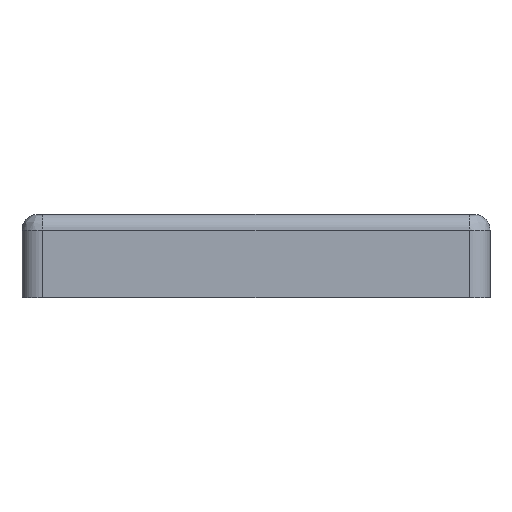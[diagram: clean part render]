
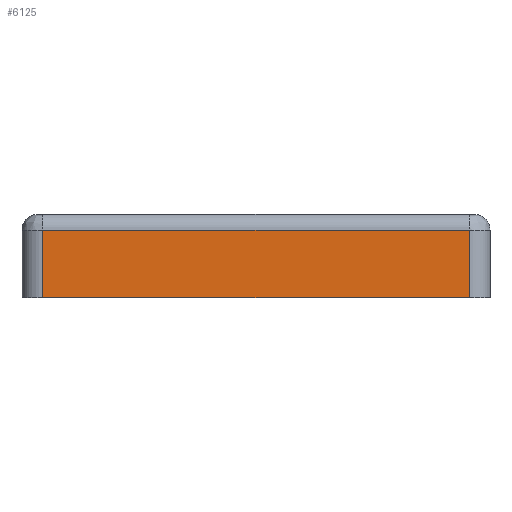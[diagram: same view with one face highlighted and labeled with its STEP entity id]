
A CAD part, front view. The second image highlights one B-rep face of the part: STEP entity #6125.
In plain terms, the highlighted planar face has unit normal (0, -1, 0).
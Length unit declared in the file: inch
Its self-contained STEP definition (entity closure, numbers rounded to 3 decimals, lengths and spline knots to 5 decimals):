
#837 = ORIENTED_EDGE ( 'NONE', *, *, #3811, .F. ) ;
#1190 = DIRECTION ( 'NONE',  ( -1., 0., 0. ) ) ;
#1233 = VERTEX_POINT ( 'NONE', #4138 ) ;
#1263 = ORIENTED_EDGE ( 'NONE', *, *, #8973, .F. ) ;
#1277 = LINE ( 'NONE', #1586, #9453 ) ;
#1586 = CARTESIAN_POINT ( 'NONE',  ( -1.61417, -1.77165, 0.62992 ) ) ;
#1805 = CARTESIAN_POINT ( 'NONE',  ( -1.61417, -1.77165, 0.51181 ) ) ;
#1932 = CARTESIAN_POINT ( 'NONE',  ( 1.61417, -1.77165, 0.51181 ) ) ;
#2191 = ORIENTED_EDGE ( 'NONE', *, *, #5460, .F. ) ;
#2344 = CARTESIAN_POINT ( 'NONE',  ( -1.77165, -1.77165, 0.62992 ) ) ;
#2411 = DIRECTION ( 'NONE',  ( 0., 1., 0. ) ) ;
#2433 = CARTESIAN_POINT ( 'NONE',  ( -1.77165, -1.77165, 0. ) ) ;
#2720 = CARTESIAN_POINT ( 'NONE',  ( -1.77165, -1.77165, 0.51181 ) ) ;
#2748 = DIRECTION ( 'NONE',  ( 1., 0., 0. ) ) ;
#3369 = LINE ( 'NONE', #2720, #5494 ) ;
#3495 = VECTOR ( 'NONE', #5557, 39.37008 ) ;
#3513 = EDGE_LOOP ( 'NONE', ( #837, #1263, #9369, #2191 ) ) ;
#3558 = VERTEX_POINT ( 'NONE', #1932 ) ;
#3811 = EDGE_CURVE ( 'NONE', #9121, #3558, #3369, .T. ) ;
#4138 = CARTESIAN_POINT ( 'NONE',  ( 1.61417, -1.77165, 0. ) ) ;
#4735 = CARTESIAN_POINT ( 'NONE',  ( -1.61417, -1.77165, 0. ) ) ;
#4768 = DIRECTION ( 'NONE',  ( 0., 0., 1. ) ) ;
#4919 = EDGE_CURVE ( 'NONE', #1233, #6277, #9878, .T. ) ;
#5460 = EDGE_CURVE ( 'NONE', #3558, #1233, #9583, .T. ) ;
#5494 = VECTOR ( 'NONE', #2748, 39.37008 ) ;
#5546 = CARTESIAN_POINT ( 'NONE',  ( 1.61417, -1.77165, 0.62992 ) ) ;
#5557 = DIRECTION ( 'NONE',  ( 0., 0., -1. ) ) ;
#5745 = VECTOR ( 'NONE', #1190, 39.37008 ) ;
#5860 = PLANE ( 'NONE',  #6919 ) ;
#6103 = DIRECTION ( 'NONE',  ( 0., 0., 1. ) ) ;
#6125 = ADVANCED_FACE ( 'NONE', ( #8319 ), #5860, .F. ) ;
#6277 = VERTEX_POINT ( 'NONE', #4735 ) ;
#6919 = AXIS2_PLACEMENT_3D ( 'NONE', #2344, #2411, #6103 ) ;
#8319 = FACE_OUTER_BOUND ( 'NONE', #3513, .T. ) ;
#8973 = EDGE_CURVE ( 'NONE', #6277, #9121, #1277, .T. ) ;
#9121 = VERTEX_POINT ( 'NONE', #1805 ) ;
#9369 = ORIENTED_EDGE ( 'NONE', *, *, #4919, .F. ) ;
#9453 = VECTOR ( 'NONE', #4768, 39.37008 ) ;
#9583 = LINE ( 'NONE', #5546, #3495 ) ;
#9878 = LINE ( 'NONE', #2433, #5745 ) ;
